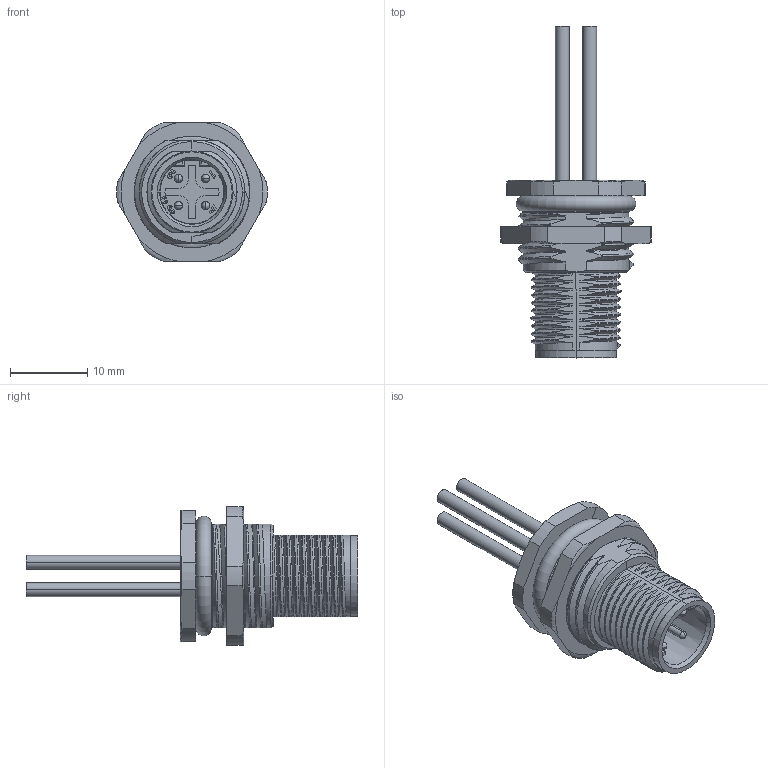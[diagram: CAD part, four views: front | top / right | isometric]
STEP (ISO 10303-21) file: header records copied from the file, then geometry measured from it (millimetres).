
FILE_DESCRIPTION((''),'2;1');
FILE_NAME('3D_1632043014012_M12-M04D-BKR-P','2020-12-28T',('tc.chen'),(''),'PRO/ENGINEER BY PARAMETRIC TECHNOLOGY CORPORATION, 2012480','PRO/ENGINEER BY PARAMETRIC TECHNOLOGY CORPORATION, 2012480','');
FILE_SCHEMA(('AUTOMOTIVE_DESIGN { 1 0 10303 214 1 1 1 1 }'));
Length unit declared in the file: millimetre
Products named in the file (1): 3D_1632043014012_M12-M04D-BKR-P
Bounding box: 19.5 x 43 x 18 mm (x, y, z)
Volume: 3090.7 mm3; surface area: 2970 mm2
Topology: 1 solids, 1 shells, 377 faces, 1138 edges, 762 vertices
Faces by surface type: cylinder 110, plane 88, bspline 83, extrusion 43, cone 27, torus 14, sphere 12
Entity records: 18572 total; most frequent: CARTESIAN_POINT 9376, ORIENTED_EDGE 2252, DIRECTION 1353, EDGE_CURVE 1126, VERTEX_POINT 762, B_SPLINE_CURVE_WITH_KNOTS 549, VECTOR 475, AXIS2_PLACEMENT_3D 439
